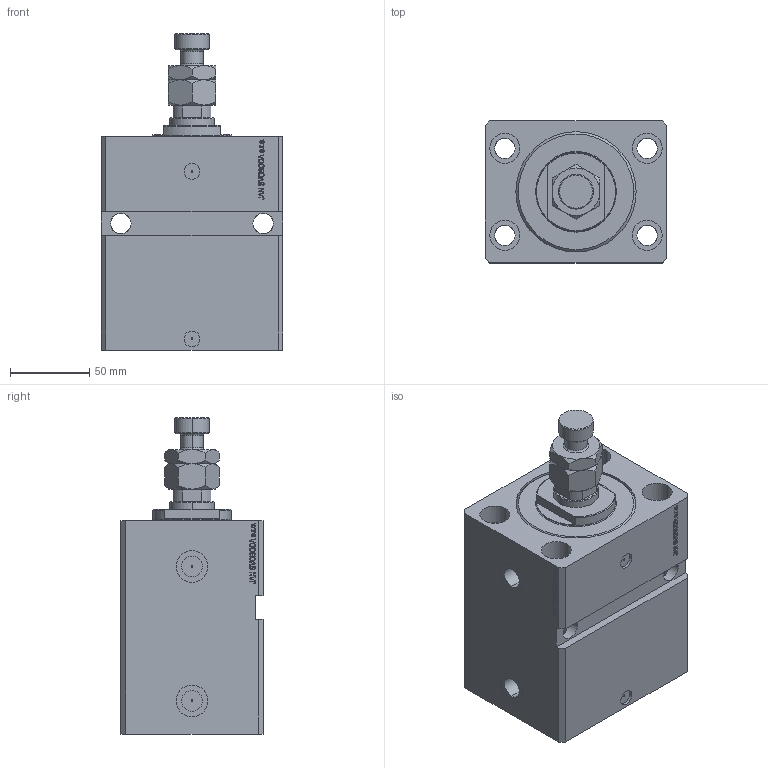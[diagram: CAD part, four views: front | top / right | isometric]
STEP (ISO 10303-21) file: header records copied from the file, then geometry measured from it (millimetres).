
FILE_DESCRIPTION (( 'STEP AP203' ), '1' );
FILE_NAME ('ab9a.STEP', '2022-04-09T18:20:41', ( '' ), ( '' ), 'SwSTEP 2.0', 'SolidWorks 2019', '' );
FILE_SCHEMA (( 'CONFIG_CONTROL_DESIGN' ));
Length unit declared in the file: millimetre
Products named in the file (5): ab9a; V250CE_VC_E fc8a096b70e98e6548723797abd74b2a; V250CE_E_Body fc8a096b70e98e6548723797abd74b2a; V250CE_C_VCP fc8a096b70e98e6548723797abd74b2a; MFA fc8a096b70e98e6548723797abd74b2a
Assembly tree (4 placements, depth 2):
  ab9a
    V250CE_E_Body fc8a096b70e98e6548723797abd74b2a
    V250CE_C_VCP fc8a096b70e98e6548723797abd74b2a
    V250CE_VC_E fc8a096b70e98e6548723797abd74b2a
    MFA fc8a096b70e98e6548723797abd74b2a
Bounding box: 115 x 90 x 199.9 mm (x, y, z)
Volume: 1182927.5 mm3; surface area: 179056.8 mm2
Topology: 4 solids, 4 shells, 1005 faces, 2562 edges, 1673 vertices
Faces by surface type: plane 487, bspline 368, cylinder 100, cone 40, torus 10
Entity records: 48139 total; most frequent: CARTESIAN_POINT 25809, ORIENTED_EDGE 5120, DIRECTION 3236, EDGE_CURVE 2560, VERTEX_POINT 1673, LINE 1520, VECTOR 1520, EDGE_LOOP 1147
